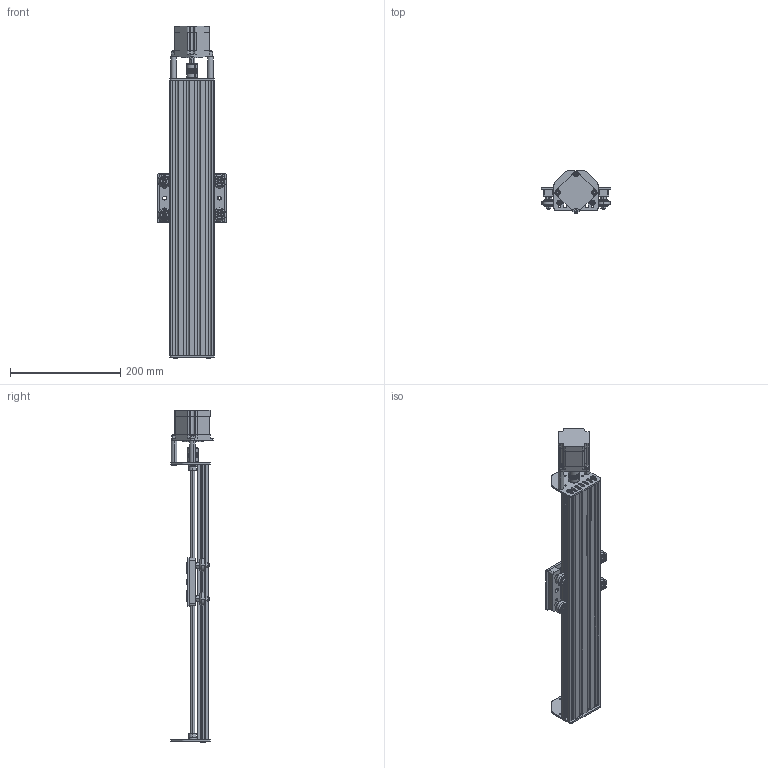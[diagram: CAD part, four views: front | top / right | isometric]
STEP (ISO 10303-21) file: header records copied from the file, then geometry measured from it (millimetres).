
FILE_DESCRIPTION (( 'STEP AP203' ), '1' );
FILE_NAME ('Nema 23 V Slot Lead Screw Driven Actuator.step', '2015-08-20T16:44:04', ( '' ), ( '' ), 'SwSTEP 2.0', 'SolidWorks 2014', '' );
FILE_SCHEMA (( 'CONFIG_CONTROL_DESIGN' ));
Length unit declared in the file: millimetre
Products named in the file (25): Xtreme V Wheel_Straight; V-Slot Gantry Plate 20-80mm; Low Profile Screw M5_M5 x 55; 8mm Acme Nut Block; Spacer Block; V-Slot 20x80x500 Linear Rail; Flexible Coupling 0.25in x 8mm; Xtreme Solid V Wheel; Threaded Rod Plate Nema 23; Nema 23 Stepper Motor; Ball Bearing 5 x 16 x 5; Ball Bearing 8 x 16 x 5; Nema 23 V Slot Lead Screw Driven Actuator; Precision Shim 10 x 5 x 1; Shim Washer 8mm; Self Tapping Screw; Eccentric Spacer 6mm; Lock Collar 8mm; Low Profile Screw M5_M5 x 40; Xtreme V Wheel_Eccentric; Aluminum Spacer 40mm; Low Profile Screw M5_M5 x 15; Aluminum Spacer 6mm; 8mm leadscrew 520mm; Nylon Insert Lock Nut M5
Assembly tree (59 placements, depth 3):
  Nema 23 V Slot Lead Screw Driven Actuator
    Self Tapping Screw  x4
    Low Profile Screw M5_M5 x 40  x4
    Low Profile Screw M5_M5 x 15  x6
    Nylon Insert Lock Nut M5  x5
    Low Profile Screw M5_M5 x 55  x3
    V-Slot 20x80x500 Linear Rail
    Threaded Rod Plate Nema 23  x2
    Ball Bearing 8 x 16 x 5  x2
    Shim Washer 8mm  x2
    Lock Collar 8mm  x2
    Aluminum Spacer 40mm  x3
    8mm leadscrew 520mm
    V-Slot Gantry Plate 20-80mm
    Spacer Block  x2
    Xtreme V Wheel_Eccentric  x2
      Xtreme Solid V Wheel
      Ball Bearing 5 x 16 x 5
      Precision Shim 10 x 5 x 1
      Nylon Insert Lock Nut M5
      Eccentric Spacer 6mm
    Xtreme V Wheel_Straight  x2
      Xtreme Solid V Wheel
      Ball Bearing 5 x 16 x 5
      Precision Shim 10 x 5 x 1
      Nylon Insert Lock Nut M5
      Aluminum Spacer 6mm
    8mm Acme Nut Block
    Flexible Coupling 0.25in x 8mm
    Nema 23 Stepper Motor
Bounding box: 127 x 77.96 x 603.4 mm (x, y, z)
Volume: 609858.9 mm3; surface area: 424742.1 mm2
Topology: 69 solids, 69 shells, 1803 faces, 4406 edges, 2849 vertices
Faces by surface type: plane 773, cylinder 702, cone 272, torus 52, bspline 4
Entity records: 34057 total; most frequent: CARTESIAN_POINT 6971, DIRECTION 4987, ORIENTED_EDGE 4796, EDGE_CURVE 2398, AXIS2_PLACEMENT_3D 1780, VERTEX_POINT 1582, LINE 1427, VECTOR 1427
